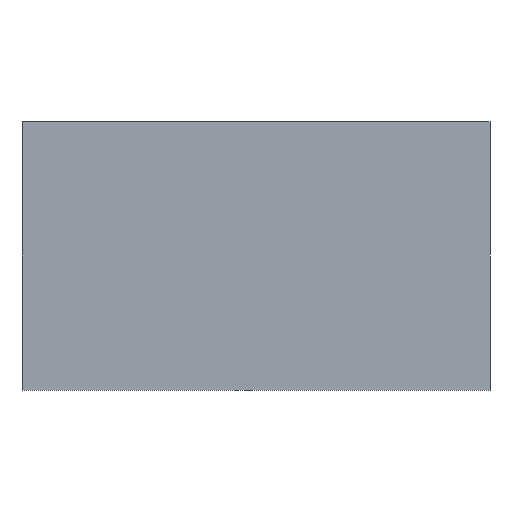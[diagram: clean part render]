
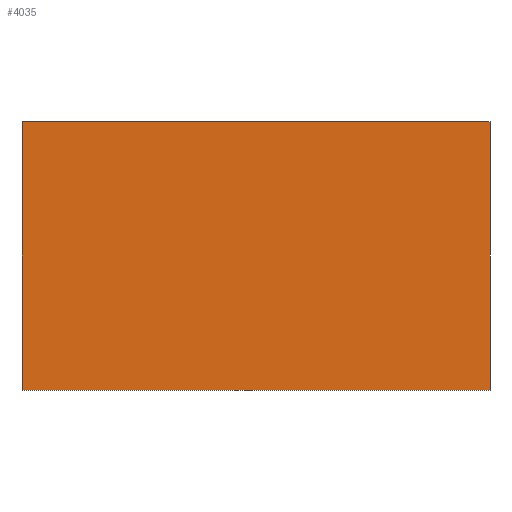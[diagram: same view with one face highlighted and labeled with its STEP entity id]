
A CAD part, front view. The second image highlights one B-rep face of the part: STEP entity #4035.
In plain terms, the highlighted planar face has unit normal (0, -1, 0).
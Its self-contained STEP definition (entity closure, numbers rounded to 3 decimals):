
#194 = ORIENTED_EDGE ( 'NONE', *, *, #3250, .F. ) ;
#200 = ORIENTED_EDGE ( 'NONE', *, *, #1424, .F. ) ;
#210 = ORIENTED_EDGE ( 'NONE', *, *, #1651, .F. ) ;
#392 = DIRECTION ( 'NONE',  ( 1., 0., 0. ) ) ;
#546 = DIRECTION ( 'NONE',  ( 0., 0., -1. ) ) ;
#641 = CARTESIAN_POINT ( 'NONE',  ( -75., -155., -56.5 ) ) ;
#652 = CARTESIAN_POINT ( 'NONE',  ( -75., -155., -56.5 ) ) ;
#695 = ORIENTED_EDGE ( 'NONE', *, *, #1124, .F. ) ;
#708 = LINE ( 'NONE', #1951, #1583 ) ;
#826 = CARTESIAN_POINT ( 'NONE',  ( -75., -155., 240.5 ) ) ;
#844 = VERTEX_POINT ( 'NONE', #652 ) ;
#912 = LINE ( 'NONE', #641, #1826 ) ;
#992 = CARTESIAN_POINT ( 'NONE',  ( 443., -155., -56.5 ) ) ;
#1106 = CARTESIAN_POINT ( 'NONE',  ( 0., -155., 0. ) ) ;
#1124 = EDGE_CURVE ( 'NONE', #1365, #3933, #3980, .T. ) ;
#1237 = LINE ( 'NONE', #2552, #1258 ) ;
#1258 = VECTOR ( 'NONE', #3807, 1000. ) ;
#1365 = VERTEX_POINT ( 'NONE', #2640 ) ;
#1424 = EDGE_CURVE ( 'NONE', #3825, #1365, #708, .T. ) ;
#1474 = CARTESIAN_POINT ( 'NONE',  ( 443., -155., -56.5 ) ) ;
#1479 = VECTOR ( 'NONE', #546, 1000. ) ;
#1583 = VECTOR ( 'NONE', #392, 1000. ) ;
#1651 = EDGE_CURVE ( 'NONE', #844, #3825, #912, .T. ) ;
#1685 = FACE_OUTER_BOUND ( 'NONE', #3652, .T. ) ;
#1826 = VECTOR ( 'NONE', #4031, 1000. ) ;
#1951 = CARTESIAN_POINT ( 'NONE',  ( -75., -155., 240.5 ) ) ;
#2552 = CARTESIAN_POINT ( 'NONE',  ( -75., -155., -56.5 ) ) ;
#2613 = DIRECTION ( 'NONE',  ( 0., 0., 1. ) ) ;
#2640 = CARTESIAN_POINT ( 'NONE',  ( 443., -155., 240.5 ) ) ;
#2693 = AXIS2_PLACEMENT_3D ( 'NONE', #1106, #2981, #2613 ) ;
#2981 = DIRECTION ( 'NONE',  ( 0., 1., 0. ) ) ;
#3250 = EDGE_CURVE ( 'NONE', #3933, #844, #1237, .T. ) ;
#3652 = EDGE_LOOP ( 'NONE', ( #210, #194, #695, #200 ) ) ;
#3807 = DIRECTION ( 'NONE',  ( -1., 0., 0. ) ) ;
#3825 = VERTEX_POINT ( 'NONE', #826 ) ;
#3891 = PLANE ( 'NONE',  #2693 ) ;
#3933 = VERTEX_POINT ( 'NONE', #992 ) ;
#3980 = LINE ( 'NONE', #1474, #1479 ) ;
#4031 = DIRECTION ( 'NONE',  ( 0., 0., 1. ) ) ;
#4035 = ADVANCED_FACE ( 'NONE', ( #1685 ), #3891, .F. ) ;
